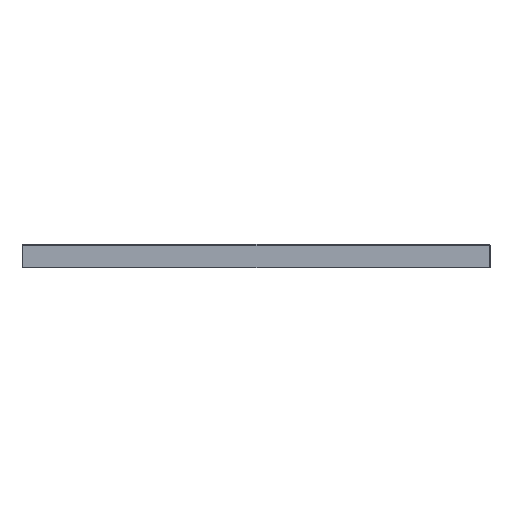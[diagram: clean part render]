
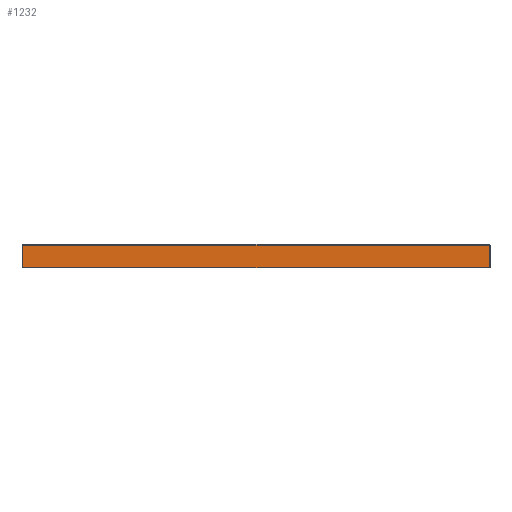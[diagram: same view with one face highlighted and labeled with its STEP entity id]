
A CAD part, left-side view. The second image highlights one B-rep face of the part: STEP entity #1232.
In plain terms, the highlighted planar face has unit normal (-1, 0, 0).
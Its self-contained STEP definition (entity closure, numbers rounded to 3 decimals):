
#419=B_SPLINE_CURVE_WITH_KNOTS('',3,(#25023,#25024,#25025,#25026,#25027,
#25028,#25029,#25030,#25031,#25032,#25033,#25034,#25035),.UNSPECIFIED.,
 .F.,.F.,(4,3,3,3,4),(0.,0.037,0.186,0.779,
1.),.UNSPECIFIED.);
#420=B_SPLINE_CURVE_WITH_KNOTS('',3,(#25038,#25039,#25040,#25041,#25042,
#25043,#25044,#25045,#25046,#25047,#25048,#25049,#25050,#25051,#25052,#25053,
#25054,#25055,#25056,#25057,#25058,#25059),.UNSPECIFIED.,.F.,.F.,(4,3,3,
3,3,3,3,4),(0.,0.008,0.038,0.158,
0.64,0.814,0.963,1.),.UNSPECIFIED.);
#857=FACE_OUTER_BOUND('',#1823,.T.);
#1232=ADVANCED_FACE('',(#857),#1523,.T.);
#1523=PLANE('',#7017);
#1823=EDGE_LOOP('',(#3393,#3394,#3395,#3396,#3397));
#3393=ORIENTED_EDGE('',*,*,#5535,.T.);
#3394=ORIENTED_EDGE('',*,*,#5536,.T.);
#3395=ORIENTED_EDGE('',*,*,#5537,.T.);
#3396=ORIENTED_EDGE('',*,*,#5538,.F.);
#3397=ORIENTED_EDGE('',*,*,#5539,.T.);
#4755=VERTEX_POINT('',#25036);
#4756=VERTEX_POINT('',#25037);
#4757=VERTEX_POINT('',#25060);
#4758=VERTEX_POINT('',#25062);
#4759=VERTEX_POINT('',#25064);
#5535=EDGE_CURVE('',#4755,#4756,#419,.T.);
#5536=EDGE_CURVE('',#4756,#4757,#420,.T.);
#5537=EDGE_CURVE('',#4757,#4758,#6235,.T.);
#5538=EDGE_CURVE('',#4759,#4758,#6236,.T.);
#5539=EDGE_CURVE('',#4759,#4755,#6237,.T.);
#6235=LINE('',#25061,#6628);
#6236=LINE('',#25063,#6629);
#6237=LINE('',#25065,#6630);
#6628=VECTOR('',#8194,1.);
#6629=VECTOR('',#8195,1.);
#6630=VECTOR('',#8196,1.);
#7017=AXIS2_PLACEMENT_3D('',#25066,#8197,#8198);
#8194=DIRECTION('',(0.,0.,-1.));
#8195=DIRECTION('',(0.,1.,0.));
#8196=DIRECTION('',(0.,0.,1.));
#8197=DIRECTION('',(-1.,0.,0.));
#8198=DIRECTION('',(0.,0.,1.));
#25023=CARTESIAN_POINT('',(-200.,-398.5,38.48));
#25024=CARTESIAN_POINT('',(-200.,-393.57,38.426));
#25025=CARTESIAN_POINT('',(-200.,-388.64,38.464));
#25026=CARTESIAN_POINT('',(-200.,-383.71,38.464));
#25027=CARTESIAN_POINT('',(-200.,-363.99,38.464));
#25028=CARTESIAN_POINT('',(-200.,-344.271,38.464));
#25029=CARTESIAN_POINT('',(-200.,-324.551,38.464));
#25030=CARTESIAN_POINT('',(-200.,-245.673,38.464));
#25031=CARTESIAN_POINT('',(-200.,-166.794,38.464));
#25032=CARTESIAN_POINT('',(-200.,-87.916,38.464));
#25033=CARTESIAN_POINT('',(-200.,-58.611,38.464));
#25034=CARTESIAN_POINT('',(-200.,-29.305,38.464));
#25035=CARTESIAN_POINT('',(-200.,0.,38.464));
#25036=CARTESIAN_POINT('',(-200.,-398.5,38.48));
#25037=CARTESIAN_POINT('',(-200.,0.,38.464));
#25038=CARTESIAN_POINT('',(-200.,0.,38.464));
#25039=CARTESIAN_POINT('',(-200.,1.,38.464));
#25040=CARTESIAN_POINT('',(-200.,2.,38.464));
#25041=CARTESIAN_POINT('',(-200.,3.,38.464));
#25042=CARTESIAN_POINT('',(-200.,7.,38.464));
#25043=CARTESIAN_POINT('',(-200.,11.,38.464));
#25044=CARTESIAN_POINT('',(-200.,15.,38.464));
#25045=CARTESIAN_POINT('',(-200.,31.,38.464));
#25046=CARTESIAN_POINT('',(-200.,47.,38.464));
#25047=CARTESIAN_POINT('',(-200.,63.,38.464));
#25048=CARTESIAN_POINT('',(-200.,127.,38.464));
#25049=CARTESIAN_POINT('',(-200.,191.,38.464));
#25050=CARTESIAN_POINT('',(-200.,255.,38.464));
#25051=CARTESIAN_POINT('',(-200.,278.184,38.464));
#25052=CARTESIAN_POINT('',(-200.,301.367,38.464));
#25053=CARTESIAN_POINT('',(-200.,324.551,38.464));
#25054=CARTESIAN_POINT('',(-200.,344.271,38.464));
#25055=CARTESIAN_POINT('',(-200.,363.99,38.464));
#25056=CARTESIAN_POINT('',(-200.,383.71,38.464));
#25057=CARTESIAN_POINT('',(-200.,388.64,38.464));
#25058=CARTESIAN_POINT('',(-200.,393.57,38.426));
#25059=CARTESIAN_POINT('',(-200.,398.5,38.48));
#25060=CARTESIAN_POINT('',(-200.,398.5,38.48));
#25061=CARTESIAN_POINT('',(-200.,398.5,39.));
#25062=CARTESIAN_POINT('',(-200.,398.5,0.));
#25063=CARTESIAN_POINT('',(-200.,-400.,0.));
#25064=CARTESIAN_POINT('',(-200.,-398.5,0.));
#25065=CARTESIAN_POINT('',(-200.,-398.5,39.));
#25066=CARTESIAN_POINT('',(-200.,-400.,39.));
